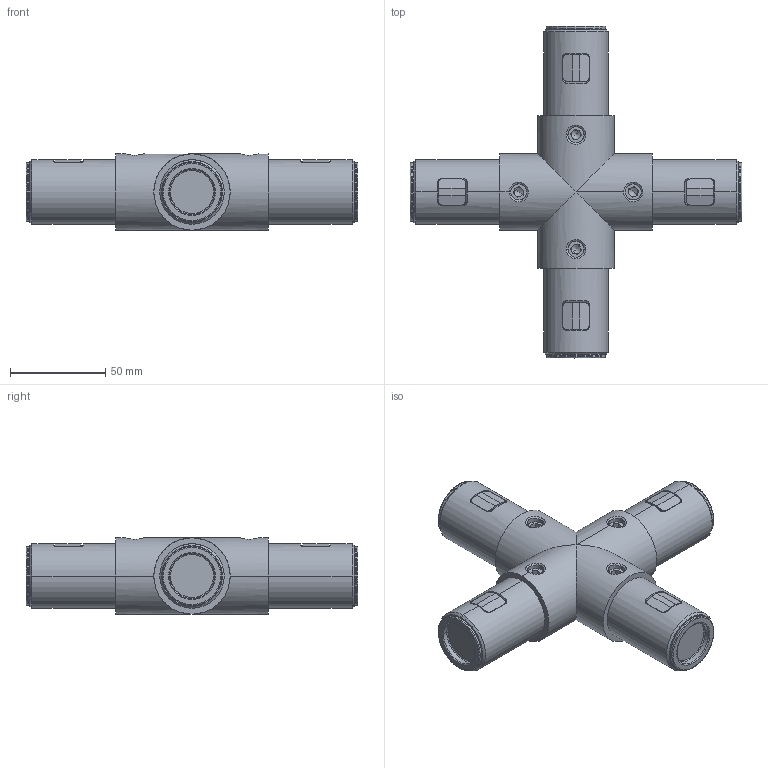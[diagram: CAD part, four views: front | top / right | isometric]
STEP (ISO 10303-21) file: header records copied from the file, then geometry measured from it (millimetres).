
FILE_DESCRIPTION (( 'STEP AP214' ), '1' );
FILE_NAME ('AL-SPS.JC40.C X-ñîåäèíèòåëü 90 ãðàäóñîâ D40.STEP', '2026-02-09T07:21:15', ( '' ), ( '' ), 'SwSTEP 2.0', 'SolidWorks 2021', '' );
FILE_SCHEMA (( 'AUTOMOTIVE_DESIGN' ));
Length unit declared in the file: millimetre
Products named in the file (8): ____________1^SPS.JC40.A45L.L.STEP; AL-SPS.JC40.C X-ñîåäèíèòåëü 90 ãðàäóñîâ D40; AL-SPS.JC40.C 闃膼瘔; ____-2^SPS.JC40.A45L.L.STEP; ____-0^SPS.JC40.A45L.L.STEP; ____^____________1_SPS.JC40.A45L.L.STEP; ____-1^____________1_SPS.JC40.A45L.L.STEP; hex socket set screws with cone point gb_GB_FASTENER_SCREWS_HSCP M10X16-C^SPS.JC40.A45L.L.STEP
Assembly tree (19 placements, depth 3):
  AL-SPS.JC40.C X-ñîåäèíèòåëü 90 ãðàäóñîâ D40
    AL-SPS.JC40.C 闃膼瘔
    ____-2^SPS.JC40.A45L.L.STEP  x4
    ____-0^SPS.JC40.A45L.L.STEP  x4
    hex socket set screws with cone point gb_GB_FASTENER_SCREWS_HSCP M10X16-C^SPS.JC40.A45L.L.STEP  x4
    ____________1^SPS.JC40.A45L.L.STEP  x4
      ____-1^____________1_SPS.JC40.A45L.L.STEP
      ____^____________1_SPS.JC40.A45L.L.STEP
Bounding box: 174 x 174 x 40 mm (x, y, z)
Volume: 281477.8 mm3; surface area: 85915.4 mm2
Topology: 21 solids, 21 shells, 533 faces, 1267 edges, 774 vertices
Faces by surface type: plane 228, cylinder 140, cone 97, bspline 68
Entity records: 16226 total; most frequent: CARTESIAN_POINT 9515, ORIENTED_EDGE 1140, DIRECTION 1050, EDGE_CURVE 570, AXIS2_PLACEMENT_3D 397, VERTEX_POINT 357, EDGE_LOOP 257, VECTOR 256
